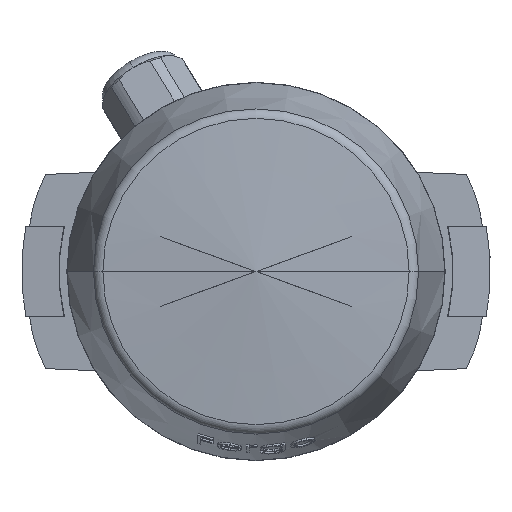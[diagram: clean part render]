
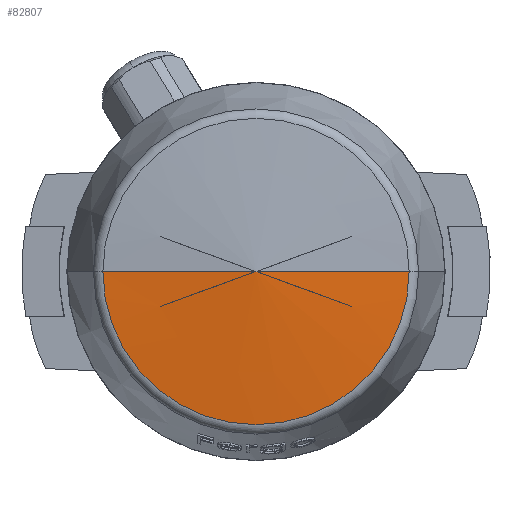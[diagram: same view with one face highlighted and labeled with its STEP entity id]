
A CAD part, left-side view. The second image highlights one B-rep face of the part: STEP entity #82807.
In plain terms, the highlighted conical face has half-angle 85.27 degrees and reference radius 21.573 mm.
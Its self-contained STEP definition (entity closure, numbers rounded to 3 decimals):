
#15049 = EDGE_CURVE ( 'NONE', #76973, #55752, #72145, .T. ) ;
#15860 = DIRECTION ( 'NONE',  ( 1., 0., 0. ) ) ;
#17014 = DIRECTION ( 'NONE',  ( 1., 0., 0. ) ) ;
#19888 = CARTESIAN_POINT ( 'NONE',  ( -85.215, 21.573, 0. ) ) ;
#26156 = VECTOR ( 'NONE', #47871, 1000. ) ;
#43542 = EDGE_CURVE ( 'NONE', #76973, #64755, #70378, .T. ) ;
#44149 = CARTESIAN_POINT ( 'NONE',  ( -83.5, -42.3, 0. ) ) ;
#44688 = CIRCLE ( 'NONE', #55682, 42.3 ) ;
#47871 = DIRECTION ( 'NONE',  ( 0.082, 0.997, 0. ) ) ;
#51564 = DIRECTION ( 'NONE',  ( 0.082, -0.997, 0. ) ) ;
#53196 = ORIENTED_EDGE ( 'NONE', *, *, #15049, .F. ) ;
#54748 = CARTESIAN_POINT ( 'NONE',  ( -85.215, 0., 0. ) ) ;
#55682 = AXIS2_PLACEMENT_3D ( 'NONE', #83931, #15860, #67297 ) ;
#55752 = VERTEX_POINT ( 'NONE', #44149 ) ;
#58388 = ORIENTED_EDGE ( 'NONE', *, *, #43542, .T. ) ;
#64755 = VERTEX_POINT ( 'NONE', #68257 ) ;
#65817 = CONICAL_SURFACE ( 'NONE', #67361, 21.573, 1.488 ) ;
#67297 = DIRECTION ( 'NONE',  ( 0., 1., 0. ) ) ;
#67361 = AXIS2_PLACEMENT_3D ( 'NONE', #54748, #17014, #84587 ) ;
#68257 = CARTESIAN_POINT ( 'NONE',  ( -83.5, 42.3, 0. ) ) ;
#70378 = LINE ( 'NONE', #19888, #26156 ) ;
#72145 = LINE ( 'NONE', #79476, #86467 ) ;
#75503 = ORIENTED_EDGE ( 'NONE', *, *, #91046, .F. ) ;
#76973 = VERTEX_POINT ( 'NONE', #92623 ) ;
#79476 = CARTESIAN_POINT ( 'NONE',  ( -85.215, -21.573, 0. ) ) ;
#82807 = ADVANCED_FACE ( 'NONE', ( #91907 ), #65817, .T. ) ;
#83931 = CARTESIAN_POINT ( 'NONE',  ( -83.5, 0., 0. ) ) ;
#84587 = DIRECTION ( 'NONE',  ( 0., -1., 0. ) ) ;
#86467 = VECTOR ( 'NONE', #51564, 1000. ) ;
#90245 = EDGE_LOOP ( 'NONE', ( #53196, #58388, #75503 ) ) ;
#91046 = EDGE_CURVE ( 'NONE', #55752, #64755, #44688, .T. ) ;
#91907 = FACE_OUTER_BOUND ( 'NONE', #90245, .T. ) ;
#92623 = CARTESIAN_POINT ( 'NONE',  ( -87., 0., 0. ) ) ;
